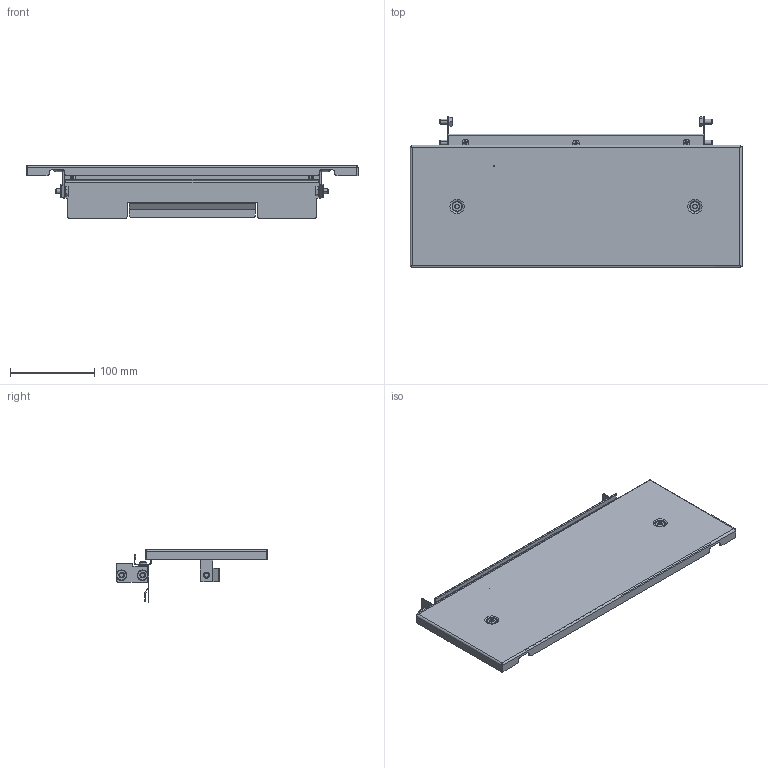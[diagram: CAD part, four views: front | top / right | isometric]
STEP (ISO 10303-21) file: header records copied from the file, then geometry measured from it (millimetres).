
FILE_DESCRIPTION (( 'STEP AP214' ), '1' );
FILE_NAME ('YKM40D-FO-PWS-015-040-54 FORMAT Ôàëüø_ïàíåëü âíåøíÿÿ 150õ400ìì IP54 (2øò_êîìïë) IEK.STEP', '2022-06-01T09:27:25', ( '' ), ( '' ), 'SwSTEP 2.0', 'SolidWorks 2017', '' );
FILE_SCHEMA (( 'AUTOMOTIVE_DESIGN' ));
Length unit declared in the file: millimetre
Products named in the file (1): YKM40D-FO-PWS-015-040-54 FORMAT Ôàëüø_ïàíåëü âíåøíÿÿ 150õ400ìì IP54 (2øò_êîìïë) IEK
Bounding box: 395 x 180.5 x 63.1 mm (x, y, z)
Volume: 183297.7 mm3; surface area: 247661.7 mm2
Topology: 26 solids, 26 shells, 1094 faces, 2711 edges, 1690 vertices
Faces by surface type: plane 571, cylinder 357, cone 98, bspline 50, torus 12, sphere 6
Entity records: 49085 total; most frequent: CARTESIAN_POINT 11081, ORIENTED_EDGE 5414, DIRECTION 5329, EDGE_CURVE 2707, AXIS2_PLACEMENT_3D 1901, VERTEX_POINT 1690, LINE 1527, VECTOR 1527
